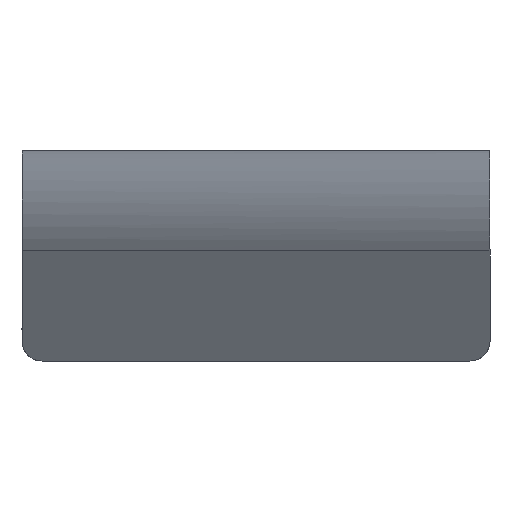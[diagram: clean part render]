
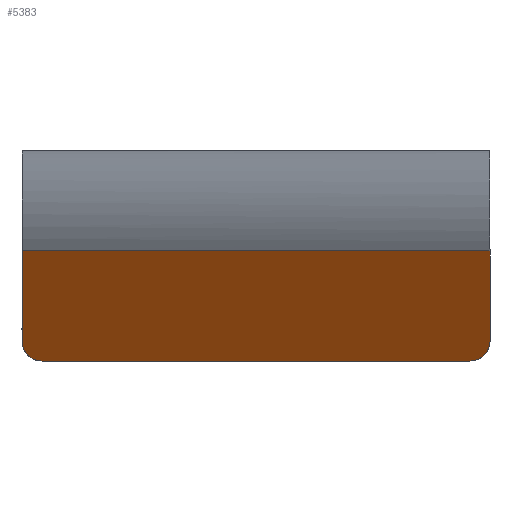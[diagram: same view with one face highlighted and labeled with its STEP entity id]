
A CAD part, left-side view. The second image highlights one B-rep face of the part: STEP entity #5383.
In plain terms, the highlighted planar face has unit normal (-0.707, 0.707, 0).
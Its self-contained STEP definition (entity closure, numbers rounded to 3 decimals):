
#474 = CARTESIAN_POINT ( 'NONE',  ( -537.881, 11.778, 0. ) ) ;
#538 = CARTESIAN_POINT ( 'NONE',  ( -538.71, 10.95, 0.828 ) ) ;
#633 = ORIENTED_EDGE ( 'NONE', *, *, #8191, .T. ) ;
#1057 = VECTOR ( 'NONE', #3251, 1000. ) ;
#1185 = VERTEX_POINT ( 'NONE', #6674 ) ;
#1223 = EDGE_CURVE ( 'NONE', #3695, #12814, #9123, .T. ) ;
#2108 = VECTOR ( 'NONE', #7317, 1000. ) ;
#2175 = CARTESIAN_POINT ( 'NONE',  ( -533.588, 16.071, -5.612 ) ) ;
#2280 = EDGE_CURVE ( 'NONE', #11434, #10643, #10415, .T. ) ;
#2400 = CARTESIAN_POINT ( 'NONE',  ( -536.71, 12.95, 0. ) ) ;
#2587 = CARTESIAN_POINT ( 'NONE',  ( -491.91, 57.75, 2. ) ) ;
#2743 = LINE ( 'NONE', #6735, #11200 ) ;
#2983 = EDGE_CURVE ( 'NONE', #5260, #10643, #10934, .T. ) ;
#3010 = CARTESIAN_POINT ( 'NONE',  ( -538.71, 10.95, 2. ) ) ;
#3251 = DIRECTION ( 'NONE',  ( 0., 0., 1. ) ) ;
#3627 = CARTESIAN_POINT ( 'NONE',  ( -491.91, 57.75, 0.828 ) ) ;
#3695 = VERTEX_POINT ( 'NONE', #2400 ) ;
#4988 = VECTOR ( 'NONE', #13214, 1000. ) ;
#5189 = EDGE_CURVE ( 'NONE', #11434, #1185, #8255, .T. ) ;
#5200 = AXIS2_PLACEMENT_3D ( 'NONE', #2175, #13546, #7343 ) ;
#5260 = VERTEX_POINT ( 'NONE', #11137 ) ;
#5383 = ADVANCED_FACE ( 'NONE', ( #9412 ), #6442, .F. ) ;
#5499 = ORIENTED_EDGE ( 'NONE', *, *, #1223, .T. ) ;
#6442 = PLANE ( 'NONE',  #5200 ) ;
#6674 = CARTESIAN_POINT ( 'NONE',  ( -493.91, 55.75, 0. ) ) ;
#6735 = CARTESIAN_POINT ( 'NONE',  ( -538.71, 10.95, 0. ) ) ;
#7217 = CARTESIAN_POINT ( 'NONE',  ( -536.71, 12.95, 0. ) ) ;
#7317 = DIRECTION ( 'NONE',  ( 0., 0., 1. ) ) ;
#7322 = ORIENTED_EDGE ( 'NONE', *, *, #2983, .T. ) ;
#7343 = DIRECTION ( 'NONE',  ( 0.707, 0.707, 0. ) ) ;
#7361 = CARTESIAN_POINT ( 'NONE',  ( -538.71, 10.95, 2. ) ) ;
#7376 = EDGE_LOOP ( 'NONE', ( #9247, #7694, #10175, #5499, #633, #7322 ) ) ;
#7452 = CARTESIAN_POINT ( 'NONE',  ( -491.91, 57.75, -5.612 ) ) ;
#7694 = ORIENTED_EDGE ( 'NONE', *, *, #5189, .T. ) ;
#7829 = CARTESIAN_POINT ( 'NONE',  ( -492.738, 56.922, 0. ) ) ;
#8039 = CARTESIAN_POINT ( 'NONE',  ( -533.588, 16.071, 11. ) ) ;
#8191 = EDGE_CURVE ( 'NONE', #12814, #5260, #8684, .T. ) ;
#8255 =( BOUNDED_CURVE ( )  B_SPLINE_CURVE ( 3, ( #13065, #3627, #7829, #12034 ),
 .UNSPECIFIED., .F., .F. ) 
 B_SPLINE_CURVE_WITH_KNOTS ( ( 4, 4 ),
 ( 3.142, 4.712 ),
 .UNSPECIFIED. ) 
 CURVE ( )  GEOMETRIC_REPRESENTATION_ITEM ( )  RATIONAL_B_SPLINE_CURVE ( ( 1., 0.805, 0.805, 1. ) ) 
 REPRESENTATION_ITEM ( '' )  );
#8684 = LINE ( 'NONE', #11791, #1057 ) ;
#9123 =( BOUNDED_CURVE ( )  B_SPLINE_CURVE ( 3, ( #7217, #474, #538, #3010 ),
 .UNSPECIFIED., .F., .F. ) 
 B_SPLINE_CURVE_WITH_KNOTS ( ( 4, 4 ),
 ( 1.571, 3.142 ),
 .UNSPECIFIED. ) 
 CURVE ( )  GEOMETRIC_REPRESENTATION_ITEM ( )  RATIONAL_B_SPLINE_CURVE ( ( 1., 0.805, 0.805, 1. ) ) 
 REPRESENTATION_ITEM ( '' )  );
#9148 = EDGE_CURVE ( 'NONE', #1185, #3695, #2743, .T. ) ;
#9247 = ORIENTED_EDGE ( 'NONE', *, *, #2280, .F. ) ;
#9412 = FACE_OUTER_BOUND ( 'NONE', #7376, .T. ) ;
#9918 = DIRECTION ( 'NONE',  ( -0.707, -0.707, 0. ) ) ;
#10175 = ORIENTED_EDGE ( 'NONE', *, *, #9148, .T. ) ;
#10415 = LINE ( 'NONE', #7452, #2108 ) ;
#10643 = VERTEX_POINT ( 'NONE', #12716 ) ;
#10934 = LINE ( 'NONE', #8039, #4988 ) ;
#11137 = CARTESIAN_POINT ( 'NONE',  ( -538.71, 10.95, 11. ) ) ;
#11200 = VECTOR ( 'NONE', #9918, 1000. ) ;
#11434 = VERTEX_POINT ( 'NONE', #2587 ) ;
#11791 = CARTESIAN_POINT ( 'NONE',  ( -538.71, 10.95, -5.612 ) ) ;
#12034 = CARTESIAN_POINT ( 'NONE',  ( -493.91, 55.75, 0. ) ) ;
#12716 = CARTESIAN_POINT ( 'NONE',  ( -491.91, 57.75, 11. ) ) ;
#12814 = VERTEX_POINT ( 'NONE', #7361 ) ;
#13065 = CARTESIAN_POINT ( 'NONE',  ( -491.91, 57.75, 2. ) ) ;
#13214 = DIRECTION ( 'NONE',  ( 0.707, 0.707, 0. ) ) ;
#13546 = DIRECTION ( 'NONE',  ( 0.707, -0.707, 0. ) ) ;
